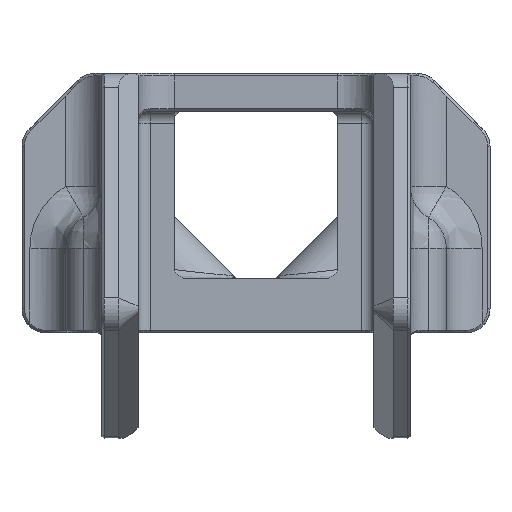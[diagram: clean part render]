
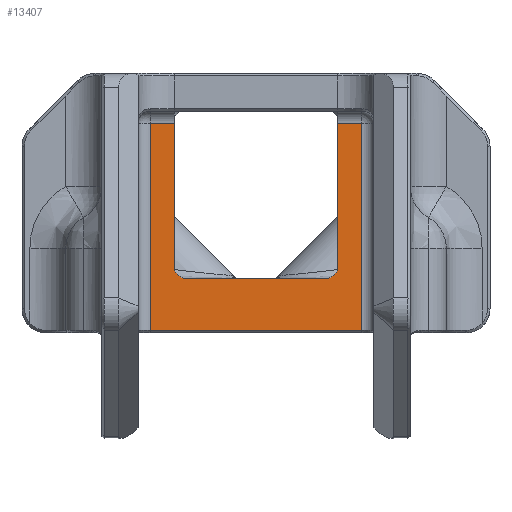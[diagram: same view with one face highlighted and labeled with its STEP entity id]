
A CAD part, front view. The second image highlights one B-rep face of the part: STEP entity #13407.
In plain terms, the highlighted planar face has unit normal (0, -1, 0).
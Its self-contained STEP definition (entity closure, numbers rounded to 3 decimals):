
#305=CIRCLE('',#14022,1.);
#444=CIRCLE('',#14372,1.);
#1479=FACE_OUTER_BOUND('',#2311,.T.);
#2311=EDGE_LOOP('',(#10778,#10779,#10780,#10781,#10782,#10783,#10784,#10785,
#10786,#10787));
#2957=LINE('',#22004,#3995);
#2988=LINE('',#22335,#4026);
#3285=LINE('',#25405,#4323);
#3358=LINE('',#25881,#4396);
#3359=LINE('',#25883,#4397);
#3360=LINE('',#25885,#4398);
#3361=LINE('',#25887,#4399);
#3362=LINE('',#25890,#4400);
#3995=VECTOR('',#15429,10.);
#4026=VECTOR('',#15524,10.);
#4323=VECTOR('',#16359,10.);
#4396=VECTOR('',#16596,10.);
#4397=VECTOR('',#16597,10.);
#4398=VECTOR('',#16598,10.);
#4399=VECTOR('',#16599,10.);
#4400=VECTOR('',#16602,10.);
#5654=VERTEX_POINT('',#21973);
#5663=VERTEX_POINT('',#22003);
#5714=VERTEX_POINT('',#22332);
#5715=VERTEX_POINT('',#22334);
#5716=VERTEX_POINT('',#22338);
#6091=VERTEX_POINT('',#25880);
#6092=VERTEX_POINT('',#25882);
#6093=VERTEX_POINT('',#25884);
#6094=VERTEX_POINT('',#25886);
#6095=VERTEX_POINT('',#25888);
#7029=EDGE_CURVE('',#5663,#5654,#2957,.T.);
#7093=EDGE_CURVE('',#5714,#5715,#2988,.F.);
#7095=EDGE_CURVE('',#5716,#5715,#305,.T.);
#7642=EDGE_CURVE('',#5714,#5663,#3285,.T.);
#7749=EDGE_CURVE('',#6091,#5654,#3358,.T.);
#7750=EDGE_CURVE('',#6092,#6091,#3359,.T.);
#7751=EDGE_CURVE('',#6093,#6092,#3360,.T.);
#7752=EDGE_CURVE('',#6093,#6094,#3361,.F.);
#7753=EDGE_CURVE('',#6095,#6094,#444,.T.);
#7754=EDGE_CURVE('',#6095,#5716,#3362,.T.);
#10778=ORIENTED_EDGE('',*,*,#7749,.F.);
#10779=ORIENTED_EDGE('',*,*,#7750,.F.);
#10780=ORIENTED_EDGE('',*,*,#7751,.F.);
#10781=ORIENTED_EDGE('',*,*,#7752,.T.);
#10782=ORIENTED_EDGE('',*,*,#7753,.F.);
#10783=ORIENTED_EDGE('',*,*,#7754,.T.);
#10784=ORIENTED_EDGE('',*,*,#7095,.T.);
#10785=ORIENTED_EDGE('',*,*,#7093,.F.);
#10786=ORIENTED_EDGE('',*,*,#7642,.T.);
#10787=ORIENTED_EDGE('',*,*,#7029,.T.);
#12840=PLANE('',#14371);
#13407=ADVANCED_FACE('',(#1479),#12840,.T.);
#14022=AXIS2_PLACEMENT_3D('',#22339,#15528,#15529);
#14371=AXIS2_PLACEMENT_3D('',#25879,#16594,#16595);
#14372=AXIS2_PLACEMENT_3D('',#25889,#16600,#16601);
#15429=DIRECTION('',(0.,0.,-1.));
#15524=DIRECTION('',(0.,0.,1.));
#15528=DIRECTION('center_axis',(0.,1.,0.));
#15529=DIRECTION('ref_axis',(-0.707,0.,-0.707));
#16359=DIRECTION('',(-1.,0.,0.));
#16594=DIRECTION('center_axis',(0.,-1.,0.));
#16595=DIRECTION('ref_axis',(1.,0.,0.));
#16596=DIRECTION('',(-1.,0.,0.));
#16597=DIRECTION('',(0.,0.,-1.));
#16598=DIRECTION('',(1.,0.,0.));
#16599=DIRECTION('',(0.,0.,1.));
#16600=DIRECTION('center_axis',(0.,-1.,0.));
#16601=DIRECTION('ref_axis',(0.707,0.,-0.707));
#16602=DIRECTION('',(-1.,0.,0.));
#21973=CARTESIAN_POINT('',(-8.78,-20.599,0.7));
#22003=CARTESIAN_POINT('',(-8.78,-20.599,17.89));
#22004=CARTESIAN_POINT('',(-8.78,-20.599,2.));
#22332=CARTESIAN_POINT('',(-6.78,-20.599,17.89));
#22334=CARTESIAN_POINT('',(-6.78,-20.599,6.));
#22335=CARTESIAN_POINT('',(-6.78,-20.599,3.5));
#22338=CARTESIAN_POINT('',(-5.78,-20.599,5.));
#22339=CARTESIAN_POINT('Origin',(-5.78,-20.599,6.));
#25405=CARTESIAN_POINT('',(7.255,-20.599,17.89));
#25879=CARTESIAN_POINT('Origin',(-19.4,-20.599,2.));
#25880=CARTESIAN_POINT('',(8.78,-20.599,0.7));
#25881=CARTESIAN_POINT('',(-9.7,-20.599,0.7));
#25882=CARTESIAN_POINT('',(8.78,-20.599,17.89));
#25883=CARTESIAN_POINT('',(8.78,-20.599,2.));
#25884=CARTESIAN_POINT('',(6.78,-20.599,17.89));
#25885=CARTESIAN_POINT('',(-7.255,-20.599,17.89));
#25886=CARTESIAN_POINT('',(6.78,-20.599,6.));
#25887=CARTESIAN_POINT('',(6.78,-20.599,3.5));
#25888=CARTESIAN_POINT('',(5.78,-20.599,5.));
#25889=CARTESIAN_POINT('Origin',(5.78,-20.599,6.));
#25890=CARTESIAN_POINT('',(9.7,-20.599,5.));
